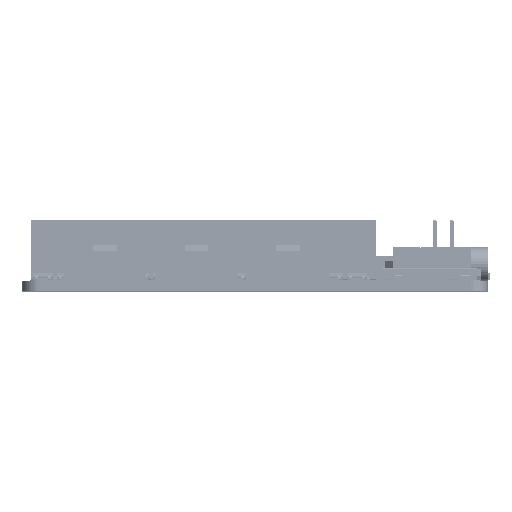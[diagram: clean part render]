
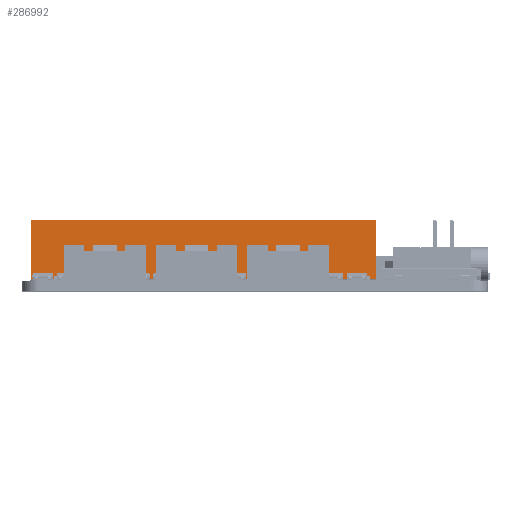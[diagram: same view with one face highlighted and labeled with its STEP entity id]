
A CAD part, top view. The second image highlights one B-rep face of the part: STEP entity #286992.
In plain terms, the highlighted planar face has unit normal (0, 0, 1).
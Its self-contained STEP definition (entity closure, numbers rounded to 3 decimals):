
#285197 = VERTEX_POINT('',#285198);
#285198 = CARTESIAN_POINT('',(-33.02,1.82,12.7));
#285213 = VERTEX_POINT('',#285214);
#285214 = CARTESIAN_POINT('',(17.78,1.82,12.7));
#285220 = EDGE_CURVE('',#285197,#285213,#285221,.T.);
#285221 = LINE('',#285222,#285223);
#285222 = CARTESIAN_POINT('',(17.78,1.82,12.7));
#285223 = VECTOR('',#285224,1.);
#285224 = DIRECTION('',(1.,0.,0.));
#286945 = VERTEX_POINT('',#286946);
#286946 = CARTESIAN_POINT('',(-33.02,10.57,12.7));
#286952 = EDGE_CURVE('',#286945,#286953,#286955,.T.);
#286953 = VERTEX_POINT('',#286954);
#286954 = CARTESIAN_POINT('',(17.78,10.57,12.7));
#286955 = LINE('',#286956,#286957);
#286956 = CARTESIAN_POINT('',(17.78,10.57,12.7));
#286957 = VECTOR('',#286958,1.);
#286958 = DIRECTION('',(1.,0.,0.));
#286982 = EDGE_CURVE('',#286945,#285197,#286983,.T.);
#286983 = LINE('',#286984,#286985);
#286984 = CARTESIAN_POINT('',(-33.02,70.623,12.7));
#286985 = VECTOR('',#286986,1.);
#286986 = DIRECTION('',(0.,-1.,0.));
#286992 = ADVANCED_FACE('',(#286993),#287004,.F.);
#286993 = FACE_BOUND('',#286994,.T.);
#286994 = EDGE_LOOP('',(#286995,#286996,#286997,#286998));
#286995 = ORIENTED_EDGE('',*,*,#286952,.F.);
#286996 = ORIENTED_EDGE('',*,*,#286982,.T.);
#286997 = ORIENTED_EDGE('',*,*,#285220,.T.);
#286998 = ORIENTED_EDGE('',*,*,#286999,.F.);
#286999 = EDGE_CURVE('',#286953,#285213,#287000,.T.);
#287000 = LINE('',#287001,#287002);
#287001 = CARTESIAN_POINT('',(17.78,70.623,12.7));
#287002 = VECTOR('',#287003,1.);
#287003 = DIRECTION('',(0.,-1.,0.));
#287004 = PLANE('',#287005);
#287005 = AXIS2_PLACEMENT_3D('',#287006,#287007,#287008);
#287006 = CARTESIAN_POINT('',(17.78,70.623,12.7));
#287007 = DIRECTION('',(0.,0.,-1.));
#287008 = DIRECTION('',(0.,-1.,0.));
